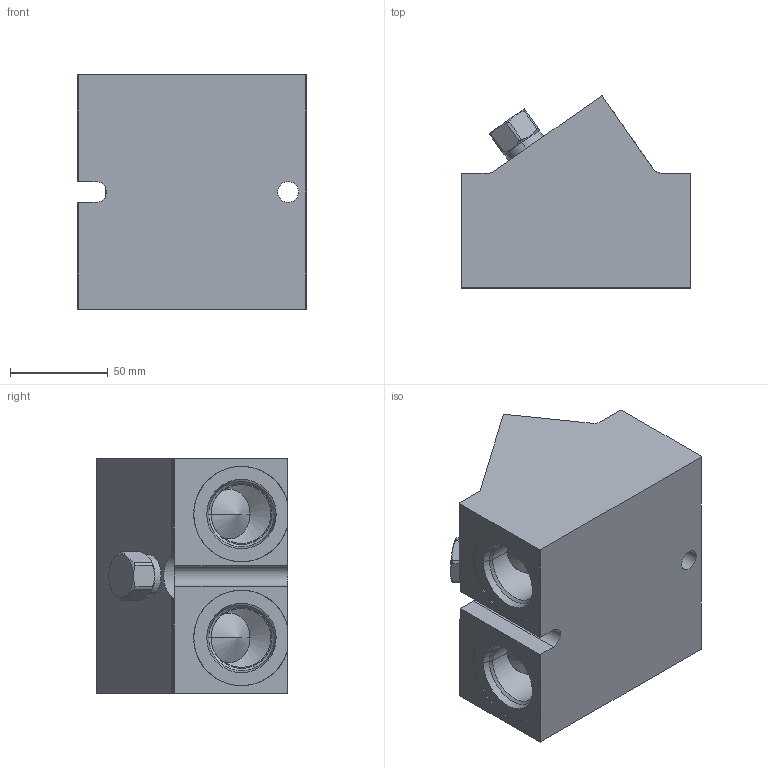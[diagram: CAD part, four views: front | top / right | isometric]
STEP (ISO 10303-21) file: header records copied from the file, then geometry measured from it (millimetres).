
FILE_DESCRIPTION((''),'2;1');
FILE_NAME('MANIFOLD_STP1_ASM','2017-05-15T',('Administrator'),(''),'PRO/ENGINEER BY PARAMETRIC TECHNOLOGY CORPORATION, 2006240','PRO/ENGINEER BY PARAMETRIC TECHNOLOGY CORPORATION, 2006240','');
FILE_SCHEMA(('CONFIG_CONTROL_DESIGN'));
Length unit declared in the file: inch
Products named in the file (3): 153723004A_PRT; ASMNAME_CART_PRT; MANIFOLD_STP1_ASM
Assembly tree (2 placements, depth 2):
  MANIFOLD_STP1_ASM
    153723004A_PRT
    ASMNAME_CART_PRT
Bounding box: 117.35 x 98.39 x 120.65 mm (x, y, z)
Surface area: 118725.7 mm2 (no closed solid volume)
Topology: 0 solids, 15 shells, 298 faces, 742 edges, 456 vertices
Faces by surface type: cylinder 141, cone 79, plane 50, torus 28
Entity records: 9999 total; most frequent: CARTESIAN_POINT 2810, DIRECTION 1565, ORIENTED_EDGE 1430, EDGE_CURVE 734, AXIS2_PLACEMENT_3D 648, VERTEX_POINT 456, CIRCLE 345, EDGE_LOOP 329
